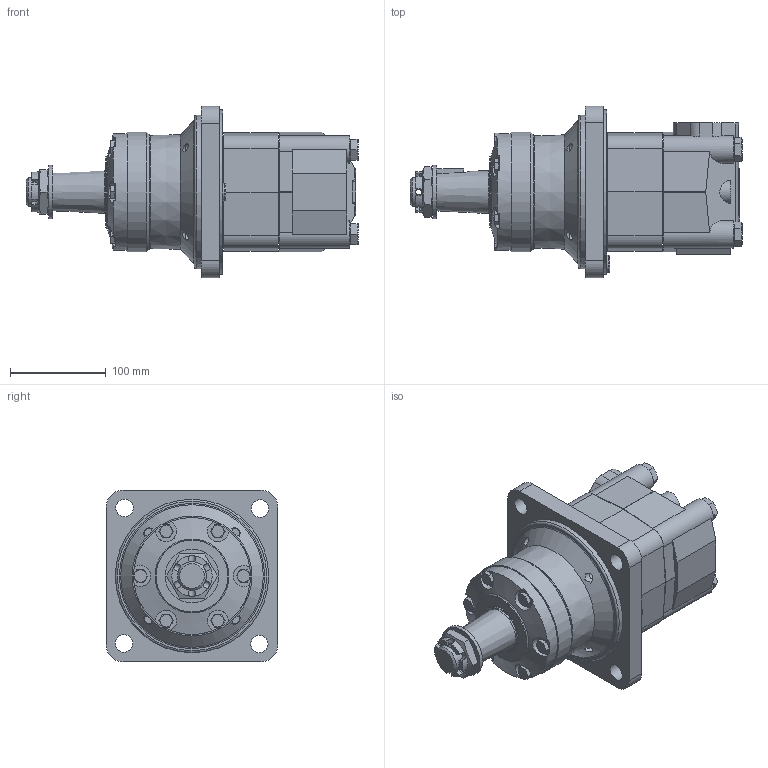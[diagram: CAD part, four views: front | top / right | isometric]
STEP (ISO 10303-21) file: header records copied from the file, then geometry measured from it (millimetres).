
FILE_DESCRIPTION(/* description */ ('STEP AP214'),/* implementation_level */ '2;1');
FILE_NAME(/* name */ 'MTW630KUP',/* time_stamp */ '2023-02-07T14:46:23+01:00',/* author */ ('License CC BY-ND 4.0'),/* organization */ ('CADENAS'),/* preprocessor_version */ 'ST-DEVELOPER v18.102',/* originating_system */ 'PARTsolutions',/* authorisation */ ' ');
FILE_SCHEMA (('AUTOMOTIVE_DESIGN {1 0 10303 214 3 1 1}'));
Length unit declared in the file: millimetre
Products named in the file (6): MTW630KUP; Hexagon bolt DIN 931-1 M14x1000; MTP; MT630D; MT-KSH; MTWFL
Assembly tree (8 placements, depth 2):
  MTW630KUP
    Hexagon bolt DIN 931-1 M14x1000  x4
    MTP
    MT630D
    MT-KSH
    MTWFL
Bounding box: 346.6 x 179.01 x 179.01 mm (x, y, z)
Volume: 3875194.1 mm3; surface area: 344153.2 mm2
Topology: 8 solids, 8 shells, 593 faces, 1391 edges, 878 vertices
Faces by surface type: plane 321, cylinder 159, cone 103, torus 10
Full cylindrical faces by diameter (mm): 2.4 x4, 6 x1, 6.3 x1, 7 x2, 8 x1, 8.376 x4, 11.835 x4, 12 x4, 13 x6, 14 x6, 14.2 x4, 14.3 x4, 14.8 x2, 15 x12, 16.4 x4, 18 x1, 18.02 x1, 18.2 x3, 24.117 x2, 28.7 x2, 30 x1, 45 x2, 56 x1, 75 x1, 103 x2, 108 x1, 109 x1, 122 x1, 125 x1, 160 x1
Entity records: 15098 total; most frequent: CARTESIAN_POINT 3161, DIRECTION 2454, ORIENTED_EDGE 2234, EDGE_CURVE 1117, AXIS2_PLACEMENT_3D 962, VERTEX_POINT 782, FACE_BOUND 755, EDGE_LOOP 744
